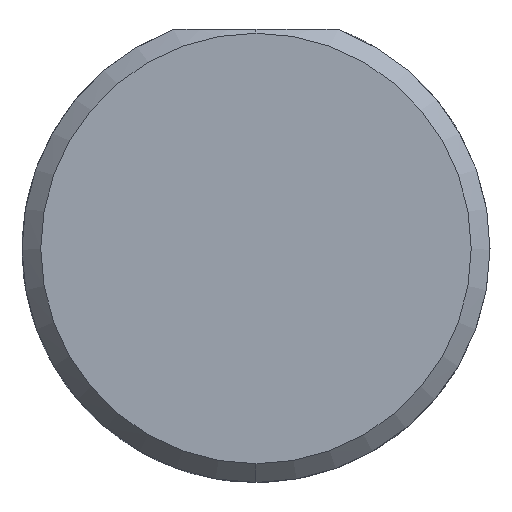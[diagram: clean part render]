
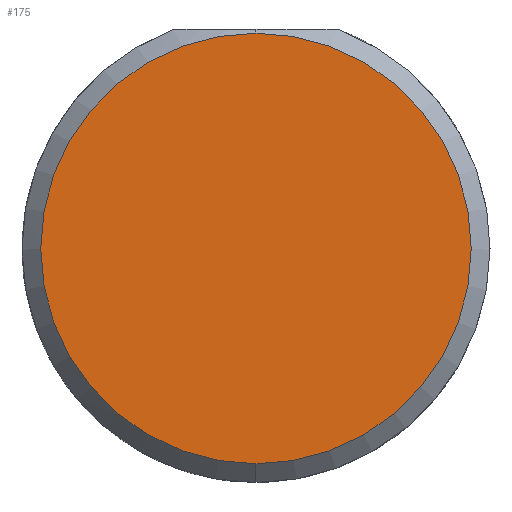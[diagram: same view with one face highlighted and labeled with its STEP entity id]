
A CAD part, left-side view. The second image highlights one B-rep face of the part: STEP entity #175.
In plain terms, the highlighted planar face has unit normal (-1, 0, 0).
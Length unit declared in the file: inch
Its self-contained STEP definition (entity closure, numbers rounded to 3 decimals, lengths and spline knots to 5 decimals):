
#3 = AXIS2_PLACEMENT_3D ( 'NONE', #585, #342, #493 ) ;
#7 = EDGE_CURVE ( 'NONE', #563, #49, #87, .T. ) ;
#27 = EDGE_LOOP ( 'NONE', ( #433, #78 ) ) ;
#34 = AXIS2_PLACEMENT_3D ( 'NONE', #411, #451, #165 ) ;
#49 = VERTEX_POINT ( 'NONE', #536 ) ;
#51 = PLANE ( 'NONE',  #34 ) ;
#78 = ORIENTED_EDGE ( 'NONE', *, *, #7, .T. ) ;
#87 = CIRCLE ( 'NONE', #462, 0.17235 ) ;
#143 = DIRECTION ( 'NONE',  ( 0., 0., 1. ) ) ;
#165 = DIRECTION ( 'NONE',  ( 0., 0., -1. ) ) ;
#175 = ADVANCED_FACE ( 'NONE', ( #605 ), #51, .F. ) ;
#294 = CARTESIAN_POINT ( 'NONE',  ( 0., 0., 0. ) ) ;
#342 = DIRECTION ( 'NONE',  ( -1., 0., 0. ) ) ;
#410 = CARTESIAN_POINT ( 'NONE',  ( 0., 0., 0.17235 ) ) ;
#411 = CARTESIAN_POINT ( 'NONE',  ( 0., 0., 0. ) ) ;
#433 = ORIENTED_EDGE ( 'NONE', *, *, #511, .T. ) ;
#451 = DIRECTION ( 'NONE',  ( 1., 0., 0. ) ) ;
#462 = AXIS2_PLACEMENT_3D ( 'NONE', #294, #590, #143 ) ;
#493 = DIRECTION ( 'NONE',  ( 0., 0., 1. ) ) ;
#498 = CIRCLE ( 'NONE', #3, 0.17235 ) ;
#511 = EDGE_CURVE ( 'NONE', #49, #563, #498, .T. ) ;
#536 = CARTESIAN_POINT ( 'NONE',  ( 0., 0., -0.17235 ) ) ;
#563 = VERTEX_POINT ( 'NONE', #410 ) ;
#585 = CARTESIAN_POINT ( 'NONE',  ( 0., 0., 0. ) ) ;
#590 = DIRECTION ( 'NONE',  ( -1., 0., 0. ) ) ;
#605 = FACE_OUTER_BOUND ( 'NONE', #27, .T. ) ;
